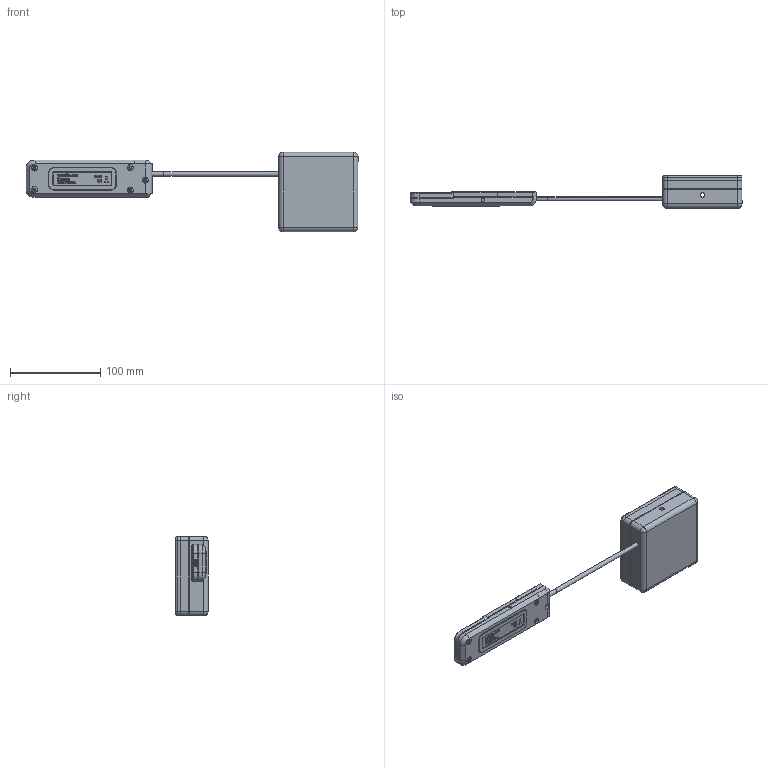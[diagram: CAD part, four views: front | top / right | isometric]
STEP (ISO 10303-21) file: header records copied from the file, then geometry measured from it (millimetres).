
FILE_DESCRIPTION (( 'STEP AP214' ), '1' );
FILE_NAME ('SK-9760 PRONTO-6K.STEP', '2017-11-13T18:17:52', ( '' ), ( '' ), 'SwSTEP 2.0', 'SolidWorks 2016', '' );
FILE_SCHEMA (( 'AUTOMOTIVE_DESIGN' ));
Length unit declared in the file: millimetre
Products named in the file (1): SK-9760 PRONTO-6K
Bounding box: 368.53 x 36.1 x 88 mm (x, y, z)
Surface area: 69378 mm2 (no closed solid volume)
Topology: 0 solids, 26 shells, 3338 faces, 11746 edges, 8470 vertices
Faces by surface type: plane 2934, cylinder 258, cone 96, bspline 25, torus 20, sphere 5
Entity records: 164324 total; most frequent: CARTESIAN_POINT 27144, ORIENTED_EDGE 21122, DIRECTION 18893, EDGE_CURVE 11721, LINE 10777, VECTOR 10777, VERTEX_POINT 8468, AXIS2_PLACEMENT_3D 4058
